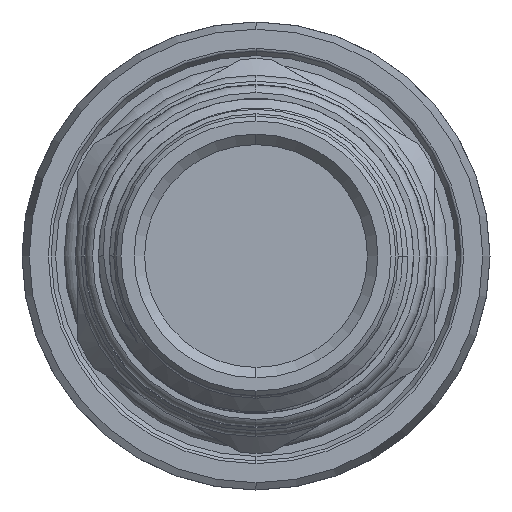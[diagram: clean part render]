
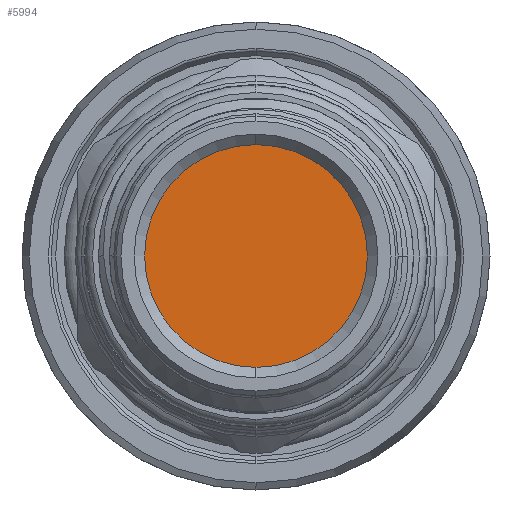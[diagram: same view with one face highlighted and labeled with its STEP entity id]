
A CAD part, left-side view. The second image highlights one B-rep face of the part: STEP entity #5994.
In plain terms, the highlighted planar face has unit normal (-1, 0, 0).
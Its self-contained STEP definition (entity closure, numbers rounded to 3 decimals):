
#1102 = DIRECTION ( 'NONE',  ( 0., -1., 0. ) ) ;
#2197 = FACE_OUTER_BOUND ( 'NONE', #8053, .T. ) ;
#5008 = EDGE_CURVE ( 'NONE', #12297, #15505, #15422, .T. ) ;
#5386 = AXIS2_PLACEMENT_3D ( 'NONE', #9045, #13113, #14255 ) ;
#5994 = ADVANCED_FACE ( 'NONE', ( #2197 ), #12736, .T. ) ;
#6291 = CARTESIAN_POINT ( 'NONE',  ( -62.45, 0., 0. ) ) ;
#7344 = DIRECTION ( 'NONE',  ( -1., 0., 0. ) ) ;
#7651 = DIRECTION ( 'NONE',  ( 1., 0., 0. ) ) ;
#8053 = EDGE_LOOP ( 'NONE', ( #16297, #8185 ) ) ;
#8185 = ORIENTED_EDGE ( 'NONE', *, *, #5008, .F. ) ;
#9045 = CARTESIAN_POINT ( 'NONE',  ( -62.45, 0., 0. ) ) ;
#9247 = CIRCLE ( 'NONE', #14455, 6.95 ) ;
#10001 = EDGE_CURVE ( 'NONE', #15505, #12297, #9247, .T. ) ;
#11175 = AXIS2_PLACEMENT_3D ( 'NONE', #11380, #7344, #1102 ) ;
#11380 = CARTESIAN_POINT ( 'NONE',  ( -62.45, 0., 0. ) ) ;
#12264 = CARTESIAN_POINT ( 'NONE',  ( -62.45, 0., -6.95 ) ) ;
#12297 = VERTEX_POINT ( 'NONE', #12264 ) ;
#12736 = PLANE ( 'NONE',  #11175 ) ;
#12767 = DIRECTION ( 'NONE',  ( 0., -1., 0. ) ) ;
#13113 = DIRECTION ( 'NONE',  ( 1., 0., 0. ) ) ;
#13374 = CARTESIAN_POINT ( 'NONE',  ( -62.45, 0., 6.95 ) ) ;
#14255 = DIRECTION ( 'NONE',  ( 0., -1., 0. ) ) ;
#14455 = AXIS2_PLACEMENT_3D ( 'NONE', #6291, #7651, #12767 ) ;
#15422 = CIRCLE ( 'NONE', #5386, 6.95 ) ;
#15505 = VERTEX_POINT ( 'NONE', #13374 ) ;
#16297 = ORIENTED_EDGE ( 'NONE', *, *, #10001, .F. ) ;
